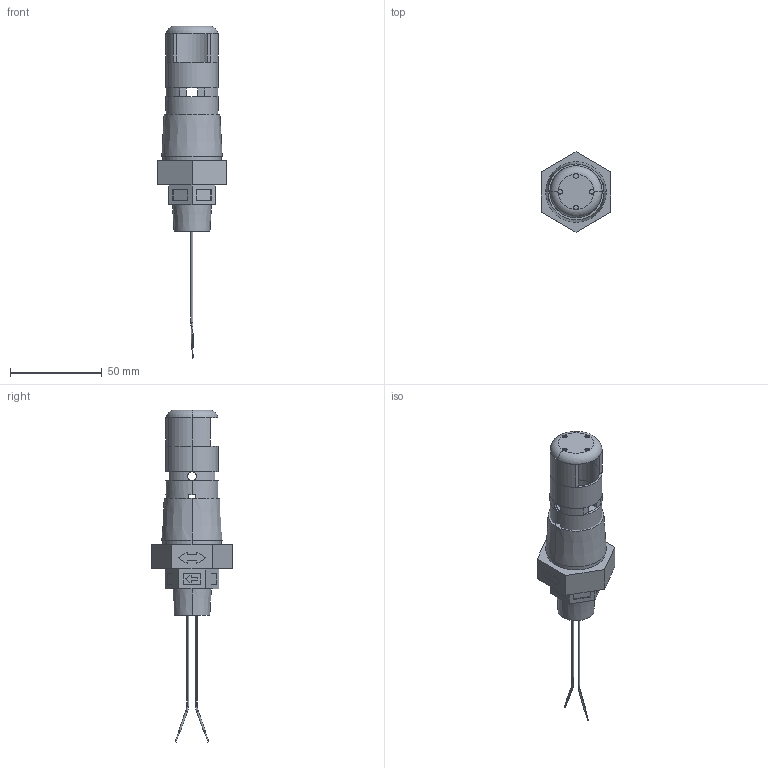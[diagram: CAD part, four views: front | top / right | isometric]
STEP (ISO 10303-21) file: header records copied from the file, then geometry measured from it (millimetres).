
FILE_DESCRIPTION (( 'STEP AP214' ), '1' );
FILE_NAME ('FLS-HL-010.STEP', '2014-01-31T18:32:38', ( '' ), ( '' ), 'SwSTEP 2.0', 'SolidWorks 2013', '' );
FILE_SCHEMA (( 'AUTOMOTIVE_DESIGN' ));
Length unit declared in the file: inch
Products named in the file (1): FLS-HL-010
Bounding box: 38.1 x 43.99 x 181.4 mm (x, y, z)
Volume: 53292.1 mm3; surface area: 24250.5 mm2
Topology: 14 solids, 14 shells, 202 faces, 504 edges, 332 vertices
Faces by surface type: plane 131, cylinder 59, torus 8, cone 4
Entity records: 6625 total; most frequent: CARTESIAN_POINT 1479, DIRECTION 1034, ORIENTED_EDGE 1008, EDGE_CURVE 504, AXIS2_PLACEMENT_3D 355, VERTEX_POINT 332, VECTOR 324, LINE 324
